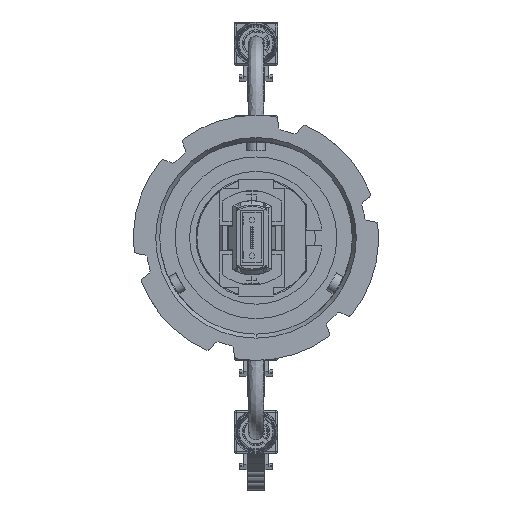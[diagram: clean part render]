
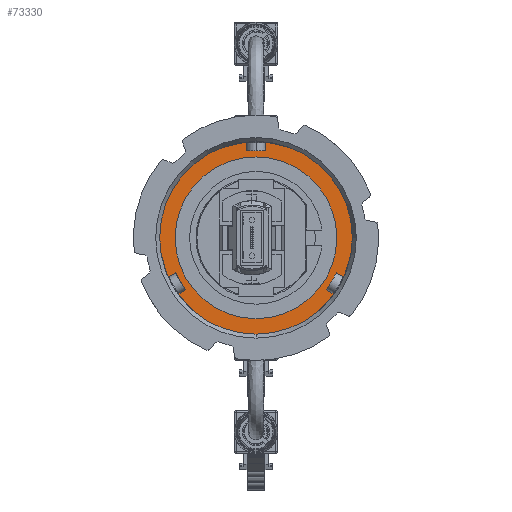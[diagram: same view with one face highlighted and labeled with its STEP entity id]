
A CAD part, left-side view. The second image highlights one B-rep face of the part: STEP entity #73330.
In plain terms, the highlighted face is planar.
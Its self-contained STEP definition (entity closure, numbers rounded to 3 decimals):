
#1221 = VERTEX_POINT ( 'NONE', #16993 ) ;
#1537 = AXIS2_PLACEMENT_3D ( 'NONE', #32250, #60294, #25396 ) ;
#2152 = FACE_BOUND ( 'NONE', #56045, .T. ) ;
#3279 = PLANE ( 'NONE',  #63686 ) ;
#7922 = DIRECTION ( 'NONE',  ( 0., 0., 1. ) ) ;
#14434 = FACE_OUTER_BOUND ( 'NONE', #22747, .T. ) ;
#16993 = CARTESIAN_POINT ( 'NONE',  ( -12.41, 0., -1.307 ) ) ;
#22747 = EDGE_LOOP ( 'NONE', ( #28264, #29110 ) ) ;
#25396 = DIRECTION ( 'NONE',  ( 1., 0., 0. ) ) ;
#25566 = DIRECTION ( 'NONE',  ( 1., 0., 0. ) ) ;
#27296 = CIRCLE ( 'NONE', #1537, 12.41 ) ;
#27759 = CARTESIAN_POINT ( 'NONE',  ( 0., 0., -1.307 ) ) ;
#28264 = ORIENTED_EDGE ( 'NONE', *, *, #30458, .F. ) ;
#29110 = ORIENTED_EDGE ( 'NONE', *, *, #38226, .F. ) ;
#30275 = ORIENTED_EDGE ( 'NONE', *, *, #54889, .T. ) ;
#30458 = EDGE_CURVE ( 'NONE', #66320, #1221, #48660, .T. ) ;
#30979 = VERTEX_POINT ( 'NONE', #40239 ) ;
#32250 = CARTESIAN_POINT ( 'NONE',  ( 0., 0., -1.307 ) ) ;
#33797 = CARTESIAN_POINT ( 'NONE',  ( -10.414, 0., -1.307 ) ) ;
#33893 = AXIS2_PLACEMENT_3D ( 'NONE', #75789, #53534, #41641 ) ;
#38226 = EDGE_CURVE ( 'NONE', #1221, #66320, #27296, .T. ) ;
#39817 = CIRCLE ( 'NONE', #55743, 10.414 ) ;
#40239 = CARTESIAN_POINT ( 'NONE',  ( 10.414, 0., -1.307 ) ) ;
#41641 = DIRECTION ( 'NONE',  ( 1., 0., 0. ) ) ;
#47991 = AXIS2_PLACEMENT_3D ( 'NONE', #27759, #63068, #51927 ) ;
#48660 = CIRCLE ( 'NONE', #33893, 12.41 ) ;
#51300 = ORIENTED_EDGE ( 'NONE', *, *, #63999, .T. ) ;
#51927 = DIRECTION ( 'NONE',  ( 1., 0., 0. ) ) ;
#53467 = DIRECTION ( 'NONE',  ( 1., 0., 0. ) ) ;
#53534 = DIRECTION ( 'NONE',  ( 0., 0., -1. ) ) ;
#54364 = CARTESIAN_POINT ( 'NONE',  ( 0., 0., -1.307 ) ) ;
#54609 = CARTESIAN_POINT ( 'NONE',  ( 0., 0., -1.307 ) ) ;
#54889 = EDGE_CURVE ( 'NONE', #62872, #30979, #66328, .T. ) ;
#55743 = AXIS2_PLACEMENT_3D ( 'NONE', #54609, #66455, #53467 ) ;
#56045 = EDGE_LOOP ( 'NONE', ( #30275, #51300 ) ) ;
#60294 = DIRECTION ( 'NONE',  ( 0., 0., -1. ) ) ;
#62872 = VERTEX_POINT ( 'NONE', #33797 ) ;
#63068 = DIRECTION ( 'NONE',  ( 0., 0., -1. ) ) ;
#63686 = AXIS2_PLACEMENT_3D ( 'NONE', #54364, #7922, #25566 ) ;
#63999 = EDGE_CURVE ( 'NONE', #30979, #62872, #39817, .T. ) ;
#64784 = CARTESIAN_POINT ( 'NONE',  ( 12.41, 0., -1.307 ) ) ;
#66320 = VERTEX_POINT ( 'NONE', #64784 ) ;
#66328 = CIRCLE ( 'NONE', #47991, 10.414 ) ;
#66455 = DIRECTION ( 'NONE',  ( 0., 0., -1. ) ) ;
#73330 = ADVANCED_FACE ( 'NONE', ( #2152, #14434 ), #3279, .T. ) ;
#75789 = CARTESIAN_POINT ( 'NONE',  ( 0., 0., -1.307 ) ) ;
